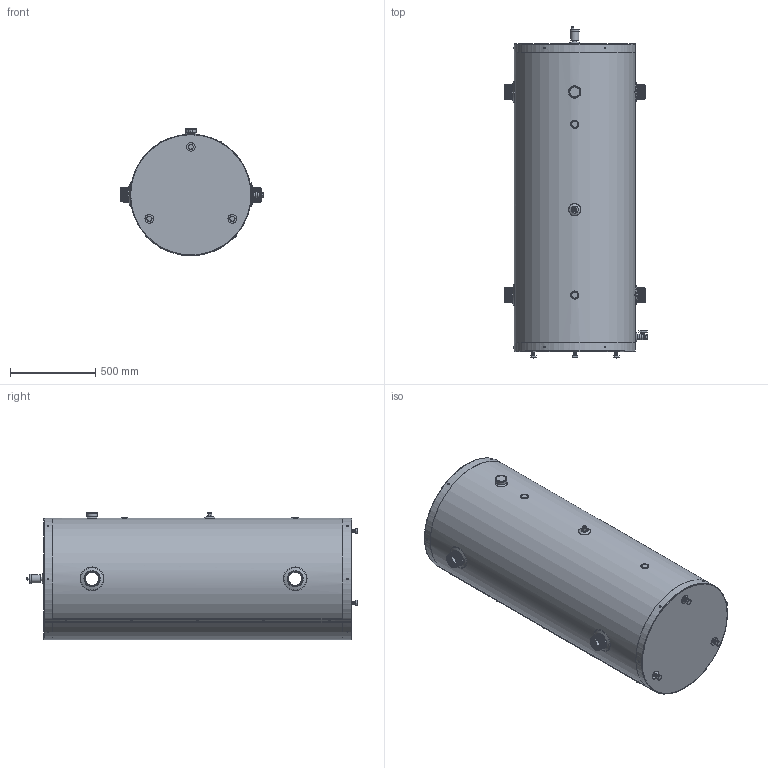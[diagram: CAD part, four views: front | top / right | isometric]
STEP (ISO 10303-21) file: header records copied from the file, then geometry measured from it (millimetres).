
FILE_DESCRIPTION (( 'STEP AP214' ), '1' );
FILE_NAME ('BUFFMAX 120G.STEP', '2017-07-13T20:14:43', ( '' ), ( '' ), 'SwSTEP 2.0', 'SolidWorks 2017', '' );
FILE_SCHEMA (( 'AUTOMOTIVE_DESIGN' ));
Length unit declared in the file: inch
Products named in the file (1): BUFFMAX 120G
Bounding box: 839.79 x 1950.79 x 750.14 mm (x, y, z)
Volume: 6947028.3 mm3; surface area: 11022205 mm2
Topology: 52 solids, 52 shells, 2168 faces, 4842 edges, 2843 vertices
Faces by surface type: cone 753, plane 729, cylinder 505, bspline 107, torus 61, sphere 13
Full cylindrical faces by diameter (mm): 3.566 x242, 4.826 x22, 5.613 x12, 9.474 x22, 11.112 x1, 11.113 x1, 12.065 x1, 12.7 x1, 13.97 x1, 14.097 x1, 14.287 x1, 15.037 x1, 18.859 x2, 19.05 x72, 21.336 x1, 21.59 x2, 22.035 x2, 23.012 x2, 25.4 x4, 33.655 x1, 35.56 x2, 38.1 x3, 46.99 x1, 47.625 x2, 50.8 x3, 55.245 x1, 57.785 x1, 60.325 x1, 62.738 x1, 63.5 x1
Entity records: 127150 total; most frequent: CARTESIAN_POINT 55592, DIRECTION 8830, ORIENTED_EDGE 7244, EDGE_CURVE 3622, AXIS2_PLACEMENT_3D 3601, EDGE_LOOP 3490, VERTEX_POINT 2788, FACE_OUTER_BOUND 2655
